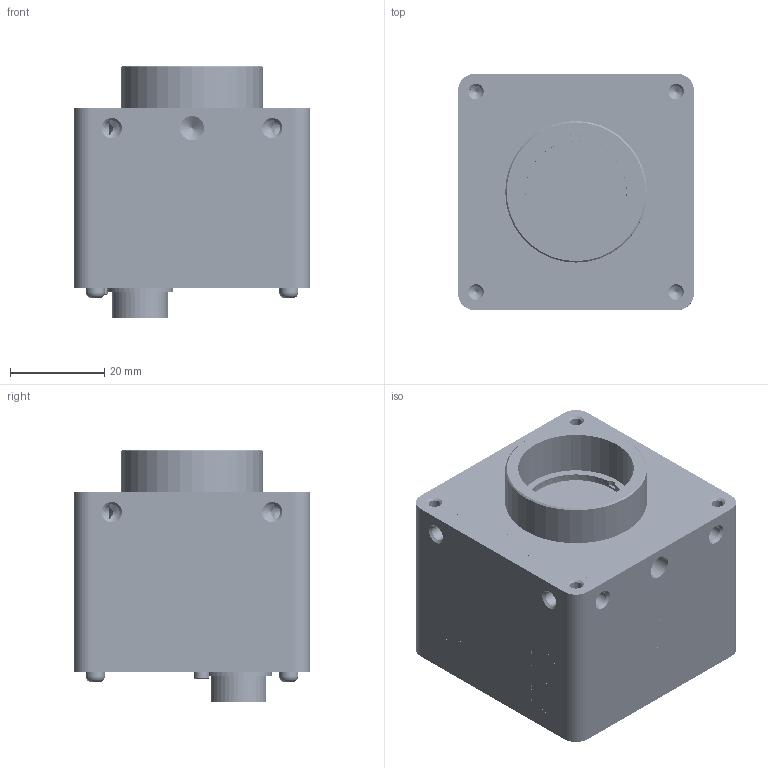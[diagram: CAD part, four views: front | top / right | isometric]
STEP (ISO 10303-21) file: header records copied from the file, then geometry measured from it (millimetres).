
FILE_DESCRIPTION (( 'STEP AP214' ), '1' );
FILE_NAME ('F001553-01008 EXO4000MGE_CID.STEP', '2018-08-08T06:18:34', ( '' ), ( '' ), 'SwSTEP 2.0', 'SolidWorks 2014', '' );
FILE_SCHEMA (( 'AUTOMOTIVE_DESIGN' ));
Length unit declared in the file: millimetre
Products named in the file (15): E002640-02001 Filterhalter C-Mount Sternform mit Elox und Gleitlack; F001553-01008 EXO4000MGE_CID; E002200-01001 Leitende Textildichtung WE-LT 15mm; E002594-02001 EXO Frontplatte CMV4000 mit Laserbeschriftung_EXO Frontplatte CMV4000mit Laserbeschriftung; N000068-00000 Abstandsbolzen M2x8_Abstandshalter M2x8; N000061-00000 Schraube M2x12 Torx ISO14583_M2x12; E002398-02001 EXO Rückplatte GE_Step; E002082 Lichtleiter Mentor 1282.2000; GE Anschlussbuchse 1x; E002081-01001 Connector HRS10A-12R-12PB; E004012-01001_Deckglas_d24x1; E002463-01001 EXO Kühlblech FPGA GigE; N000069-00000 Druckfeder VD_145A_2; E000002-01001 Abstandshalter M2x5_Abstandshalter M2x5; E003168-01001 4000 Sensor monochrom CMV4000-3E5M1PP CMOS
Assembly tree (26 placements, depth 2):
  F001553-01008 EXO4000MGE_CID
    E002594-02001 EXO Frontplatte CMV4000 mit Laserbeschriftung_EXO Frontplatte CMV4000mit Laserbeschriftung
    E004012-01001_Deckglas_d24x1
    E002640-02001 Filterhalter C-Mount Sternform mit Elox und Gleitlack
    E003168-01001 4000 Sensor monochrom CMV4000-3E5M1PP CMOS
    E000002-01001 Abstandshalter M2x5_Abstandshalter M2x5  x4
    N000068-00000 Abstandsbolzen M2x8_Abstandshalter M2x8  x4
    E002398-02001 EXO Rückplatte GE_Step
    N000069-00000 Druckfeder VD_145A_2  x4
    N000061-00000 Schraube M2x12 Torx ISO14583_M2x12  x4
    E002082 Lichtleiter Mentor 1282.2000
    E002463-01001 EXO Kühlblech FPGA GigE
    E002200-01001 Leitende Textildichtung WE-LT 15mm
    E002081-01001 Connector HRS10A-12R-12PB
    GE Anschlussbuchse 1x
Bounding box: 50 x 50 x 53.39 mm (x, y, z)
Volume: 35338.4 mm3; surface area: 42802.6 mm2
Topology: 40 solids, 44 shells, 4991 faces, 12577 edges, 8049 vertices
Faces by surface type: plane 2245, cylinder 1149, bspline 1036, cone 503, sphere 36, torus 22
Entity records: 176773 total; most frequent: CARTESIAN_POINT 57285, ORIENTED_EDGE 20492, DIRECTION 17150, EDGE_CURVE 10447, VERTEX_POINT 6873, VECTOR 6626, LINE 6626, AXIS2_PLACEMENT_3D 5262
